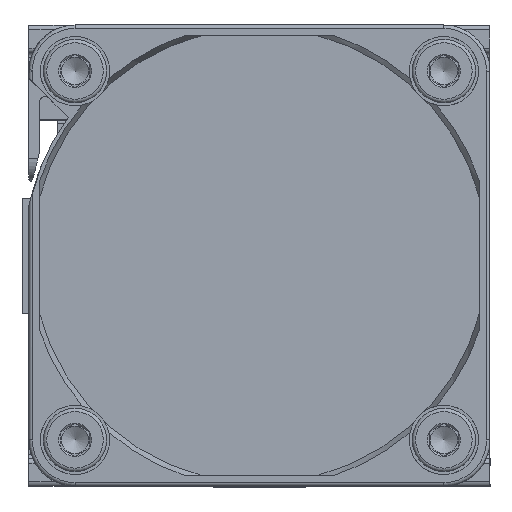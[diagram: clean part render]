
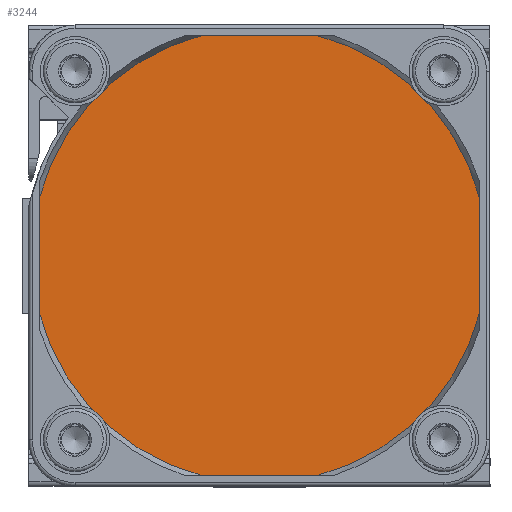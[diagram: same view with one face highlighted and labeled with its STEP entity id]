
A CAD part, top view. The second image highlights one B-rep face of the part: STEP entity #3244.
In plain terms, the highlighted planar face has unit normal (0, 0, 1).
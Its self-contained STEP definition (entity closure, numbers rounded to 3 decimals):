
#1683=PLANE('',#34013);
#3244=ADVANCED_FACE('',(#5312),#1683,.T.);
#5312=FACE_OUTER_BOUND('',#7057,.T.);
#7057=EDGE_LOOP('',(#22571,#22572,#22573,#22574,#22575,#22576,#22577,#22578));
#8526=CIRCLE('',#34008,19.737);
#8527=CIRCLE('',#34010,19.737);
#8528=CIRCLE('',#34011,19.737);
#8529=CIRCLE('',#34012,19.737);
#11367=LINE('',#54366,#14174);
#11368=LINE('',#54370,#14175);
#11369=LINE('',#54374,#14176);
#11370=LINE('',#54378,#14177);
#14174=VECTOR('',#42339,1.);
#14175=VECTOR('',#42342,1.);
#14176=VECTOR('',#42345,1.);
#14177=VECTOR('',#42348,1.);
#22571=ORIENTED_EDGE('',*,*,#30607,.T.);
#22572=ORIENTED_EDGE('',*,*,#30608,.T.);
#22573=ORIENTED_EDGE('',*,*,#30609,.T.);
#22574=ORIENTED_EDGE('',*,*,#30610,.T.);
#22575=ORIENTED_EDGE('',*,*,#30611,.T.);
#22576=ORIENTED_EDGE('',*,*,#30612,.T.);
#22577=ORIENTED_EDGE('',*,*,#30613,.T.);
#22578=ORIENTED_EDGE('',*,*,#30605,.T.);
#26172=VERTEX_POINT('',#54357);
#26173=VERTEX_POINT('',#54359);
#26174=VERTEX_POINT('',#54367);
#26175=VERTEX_POINT('',#54369);
#26176=VERTEX_POINT('',#54371);
#26177=VERTEX_POINT('',#54373);
#26178=VERTEX_POINT('',#54375);
#26179=VERTEX_POINT('',#54377);
#30605=EDGE_CURVE('',#26173,#26172,#8526,.T.);
#30607=EDGE_CURVE('',#26172,#26174,#11367,.T.);
#30608=EDGE_CURVE('',#26174,#26175,#8527,.T.);
#30609=EDGE_CURVE('',#26175,#26176,#11368,.T.);
#30610=EDGE_CURVE('',#26176,#26177,#8528,.T.);
#30611=EDGE_CURVE('',#26177,#26178,#11369,.T.);
#30612=EDGE_CURVE('',#26178,#26179,#8529,.T.);
#30613=EDGE_CURVE('',#26179,#26173,#11370,.T.);
#34008=AXIS2_PLACEMENT_3D('',#54358,#42335,#42336);
#34010=AXIS2_PLACEMENT_3D('',#54368,#42340,#42341);
#34011=AXIS2_PLACEMENT_3D('',#54372,#42343,#42344);
#34012=AXIS2_PLACEMENT_3D('',#54376,#42346,#42347);
#34013=AXIS2_PLACEMENT_3D('',#54379,#42349,#42350);
#42335=DIRECTION('',(0.,0.,1.));
#42336=DIRECTION('',(-0.252,0.968,0.));
#42339=DIRECTION('',(0.,-1.,0.));
#42340=DIRECTION('',(0.,0.,1.));
#42341=DIRECTION('',(-0.968,-0.252,0.));
#42342=DIRECTION('',(1.,0.,0.));
#42343=DIRECTION('',(0.,0.,1.));
#42344=DIRECTION('',(0.252,-0.968,0.));
#42345=DIRECTION('',(0.,1.,0.));
#42346=DIRECTION('',(0.,0.,1.));
#42347=DIRECTION('',(0.968,0.252,0.));
#42348=DIRECTION('',(-1.,0.,0.));
#42349=DIRECTION('',(0.,0.,1.));
#42350=DIRECTION('',(0.,1.,0.));
#54357=CARTESIAN_POINT('',(-19.1,4.973,46.5));
#54358=CARTESIAN_POINT('',(0.,0.,
46.5));
#54359=CARTESIAN_POINT('',(-4.973,19.1,46.5));
#54366=CARTESIAN_POINT('',(-19.1,4.973,46.5));
#54367=CARTESIAN_POINT('',(-19.1,-4.973,46.5));
#54368=CARTESIAN_POINT('',(0.,0.,
46.5));
#54369=CARTESIAN_POINT('',(-4.973,-19.1,46.5));
#54370=CARTESIAN_POINT('',(-4.973,-19.1,46.5));
#54371=CARTESIAN_POINT('',(4.973,-19.1,46.5));
#54372=CARTESIAN_POINT('',(0.,0.,
46.5));
#54373=CARTESIAN_POINT('',(19.1,-4.973,46.5));
#54374=CARTESIAN_POINT('',(19.1,-4.973,46.5));
#54375=CARTESIAN_POINT('',(19.1,4.973,46.5));
#54376=CARTESIAN_POINT('',(0.,0.,
46.5));
#54377=CARTESIAN_POINT('',(4.973,19.1,46.5));
#54378=CARTESIAN_POINT('',(4.973,19.1,46.5));
#54379=CARTESIAN_POINT('',(0.,0.,
46.5));
